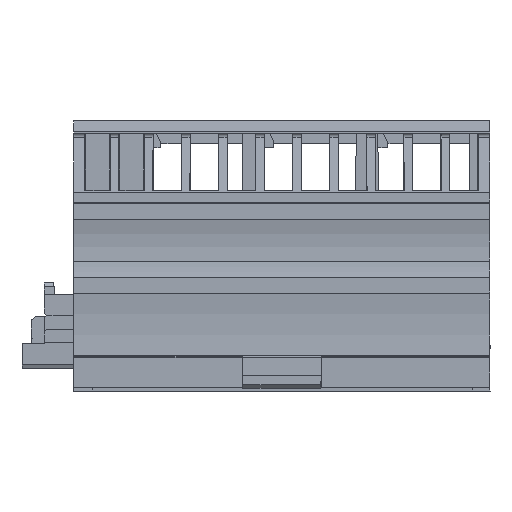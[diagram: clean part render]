
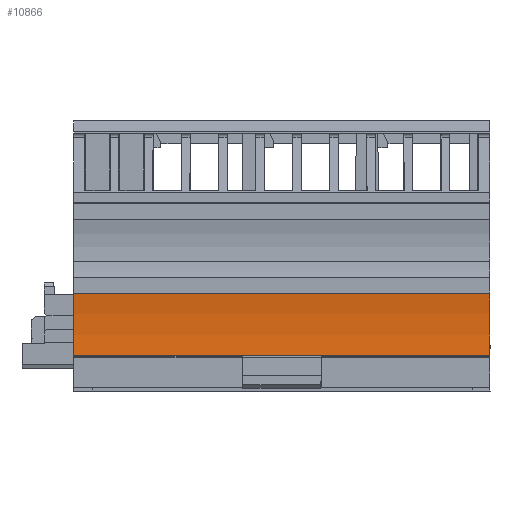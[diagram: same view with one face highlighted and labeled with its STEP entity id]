
A CAD part, front view. The second image highlights one B-rep face of the part: STEP entity #10866.
In plain terms, the highlighted cylindrical face has radius 32 mm (diameter 64 mm), a partial arc.
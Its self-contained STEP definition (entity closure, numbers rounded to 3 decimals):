
#246=CARTESIAN_POINT('',(10.794,40.1,-108.395));
#247=VERTEX_POINT('',#246);
#255=CARTESIAN_POINT('',(10.838,31.953,-108.395));
#256=VERTEX_POINT('',#255);
#257=CARTESIAN_POINT('',(42.555,36.2,-108.395));
#258=DIRECTION('',(-0.,-0.,1.));
#259=DIRECTION('',(0.993,-0.122,0.));
#260=AXIS2_PLACEMENT_3D('',#257,#258,#259);
#261=CIRCLE('',#260,32.);
#262=EDGE_CURVE('',#247,#256,#261,.T.);
#1517=CARTESIAN_POINT('',(10.838,31.953,-53.395));
#1518=VERTEX_POINT('',#1517);
#1525=CARTESIAN_POINT('',(10.794,40.1,-53.395));
#1526=VERTEX_POINT('',#1525);
#1527=CARTESIAN_POINT('',(42.555,36.2,-53.395));
#1528=DIRECTION('',(-0.,-0.,1.));
#1529=DIRECTION('',(0.993,-0.122,0.));
#1530=AXIS2_PLACEMENT_3D('',#1527,#1528,#1529);
#1531=CIRCLE('',#1530,32.);
#1532=EDGE_CURVE('',#1526,#1518,#1531,.T.);
#10845=CARTESIAN_POINT('',(42.555,36.2,-61.995));
#10846=DIRECTION('',(-0.,-0.,1.));
#10847=DIRECTION('',(0.993,-0.122,0.));
#10848=AXIS2_PLACEMENT_3D('',#10845,#10846,#10847);
#10849=CYLINDRICAL_SURFACE('',#10848,32.);
#10850=CARTESIAN_POINT('',(10.794,40.1,-53.395));
#10851=DIRECTION('',(0.,0.,-1.));
#10852=VECTOR('',#10851,55.);
#10853=LINE('',#10850,#10852);
#10854=EDGE_CURVE('',#1526,#247,#10853,.T.);
#10855=ORIENTED_EDGE('',*,*,#10854,.F.);
#10856=ORIENTED_EDGE('',*,*,#1532,.T.);
#10857=CARTESIAN_POINT('',(10.838,31.953,-108.395));
#10858=DIRECTION('',(-0.,-0.,1.));
#10859=VECTOR('',#10858,55.);
#10860=LINE('',#10857,#10859);
#10861=EDGE_CURVE('',#256,#1518,#10860,.T.);
#10862=ORIENTED_EDGE('',*,*,#10861,.F.);
#10863=ORIENTED_EDGE('',*,*,#262,.F.);
#10864=EDGE_LOOP('',(#10855,#10856,#10862,#10863));
#10865=FACE_BOUND('',#10864,.T.);
#10866=ADVANCED_FACE('',(#10865),#10849,.F.);
